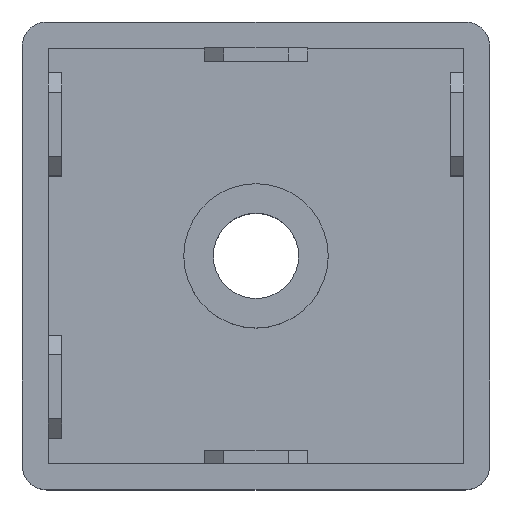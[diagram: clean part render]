
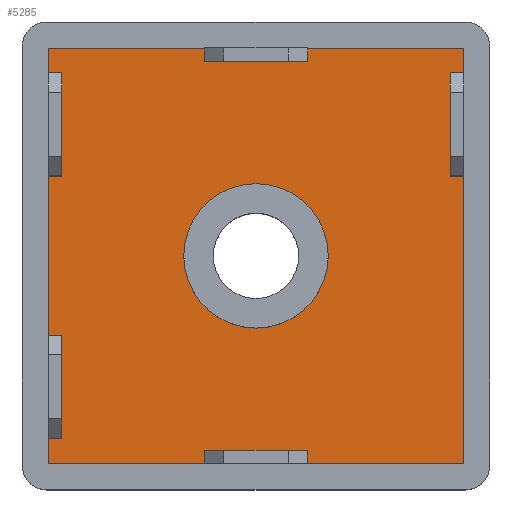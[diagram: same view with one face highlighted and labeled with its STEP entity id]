
A CAD part, top view. The second image highlights one B-rep face of the part: STEP entity #5285.
In plain terms, the highlighted planar face has unit normal (0, 0, 1).
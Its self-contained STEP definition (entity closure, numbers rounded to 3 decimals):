
#4276=CARTESIAN_POINT('',(0.,2.6,8.0));
#4277=VERTEX_POINT('',#4276);
#4286=CARTESIAN_POINT('',(0.,-2.6,8.0));
#4287=VERTEX_POINT('',#4286);
#4288=CARTESIAN_POINT('',(0.0,0.0,8.0));
#4289=DIRECTION('',(0.0,0.0,-1.0));
#4290=DIRECTION('',(0.0,1.0,0.0));
#4291=AXIS2_PLACEMENT_3D('',#4288,#4289,#4290);
#4292=CIRCLE('',#4291,2.6);
#4293=EDGE_CURVE('',#4287,#4277,#4292,.T.);
#5164=CARTESIAN_POINT('',(0.0,0.0,8.0));
#5165=DIRECTION('',(0.0,0.0,-1.0));
#5166=DIRECTION('',(0.0,1.0,0.0));
#5167=AXIS2_PLACEMENT_3D('',#5164,#5165,#5166);
#5168=CIRCLE('',#5167,2.6);
#5169=EDGE_CURVE('',#4277,#4287,#5168,.T.);
#5179=CARTESIAN_POINT('',(12.65,-12.65,8.0));
#5180=VERTEX_POINT('',#5179);
#5181=CARTESIAN_POINT('',(12.65,12.65,8.0));
#5182=VERTEX_POINT('',#5181);
#5183=CARTESIAN_POINT('',(12.65,-12.65,8.0));
#5184=DIRECTION('',(0.0,1.0,0.0));
#5185=VECTOR('',#5184,25.3);
#5186=LINE('',#5183,#5185);
#5187=EDGE_CURVE('',#5180,#5182,#5186,.T.);
#5210=CARTESIAN_POINT('',(-12.65,12.65,8.0));
#5211=VERTEX_POINT('',#5210);
#5212=CARTESIAN_POINT('',(12.65,12.65,8.0));
#5213=DIRECTION('',(-1.0,0.0,0.0));
#5214=VECTOR('',#5213,25.3);
#5215=LINE('',#5212,#5214);
#5216=EDGE_CURVE('',#5182,#5211,#5215,.T.);
#5234=CARTESIAN_POINT('',(-12.65,-12.65,8.0));
#5235=VERTEX_POINT('',#5234);
#5236=CARTESIAN_POINT('',(-12.65,12.65,8.0));
#5237=DIRECTION('',(0.0,-1.0,0.0));
#5238=VECTOR('',#5237,25.3);
#5239=LINE('',#5236,#5238);
#5240=EDGE_CURVE('',#5211,#5235,#5239,.T.);
#5258=CARTESIAN_POINT('',(-12.65,-12.65,8.0));
#5259=DIRECTION('',(1.0,0.0,0.0));
#5260=VECTOR('',#5259,25.3);
#5261=LINE('',#5258,#5260);
#5262=EDGE_CURVE('',#5235,#5180,#5261,.T.);
#5270=CARTESIAN_POINT('',(0.,0.,8.0));
#5271=DIRECTION('',(0.0,0.0,1.0));
#5272=DIRECTION('',(0.0,1.0,0.0));
#5273=AXIS2_PLACEMENT_3D('',#5270,#5271,#5272);
#5274=PLANE('',#5273);
#5275=ORIENTED_EDGE('',*,*,#5187,.T.);
#5276=ORIENTED_EDGE('',*,*,#5216,.T.);
#5277=ORIENTED_EDGE('',*,*,#5240,.T.);
#5278=ORIENTED_EDGE('',*,*,#5262,.T.);
#5279=EDGE_LOOP('',(#5275,#5276,#5277,#5278));
#5280=FACE_OUTER_BOUND('',#5279,.T.);
#5281=ORIENTED_EDGE('',*,*,#4293,.T.);
#5282=ORIENTED_EDGE('',*,*,#5169,.T.);
#5283=EDGE_LOOP('',(#5281,#5282));
#5284=FACE_BOUND('',#5283,.T.);
#5285=ADVANCED_FACE('',(#5280,#5284),#5274,.T.);
